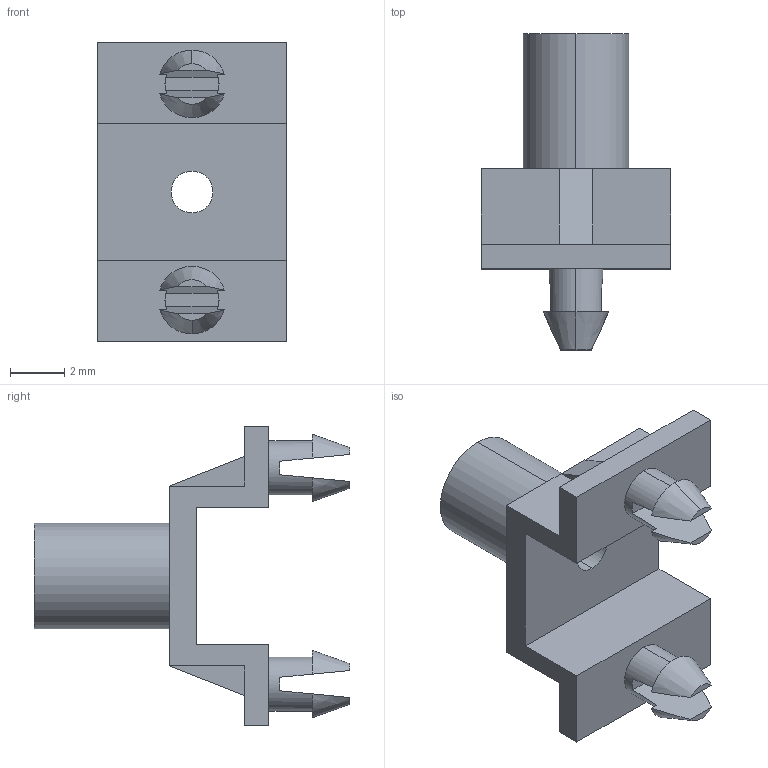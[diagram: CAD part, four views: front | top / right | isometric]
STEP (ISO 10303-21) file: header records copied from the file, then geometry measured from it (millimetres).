
FILE_DESCRIPTION (( 'STEP AP214' ), '1' );
FILE_NAME ('SMD 22.STEP', '2018-01-29T21:09:49', ( '' ), ( '' ), 'SwSTEP 2.0', 'SolidWorks 2016', '' );
FILE_SCHEMA (( 'AUTOMOTIVE_DESIGN' ));
Length unit declared in the file: inch
Products named in the file (1): SMD 22
Bounding box: 7 x 11.7 x 11.1 mm (x, y, z)
Volume: 161.9 mm3; surface area: 421.4 mm2
Topology: 1 solids, 1 shells, 54 faces, 140 edges, 92 vertices
Faces by surface type: plane 38, cylinder 10, cone 6
Entity records: 1720 total; most frequent: CARTESIAN_POINT 351, ORIENTED_EDGE 280, DIRECTION 274, EDGE_CURVE 140, AXIS2_PLACEMENT_3D 95, VERTEX_POINT 92, VECTOR 84, LINE 84
